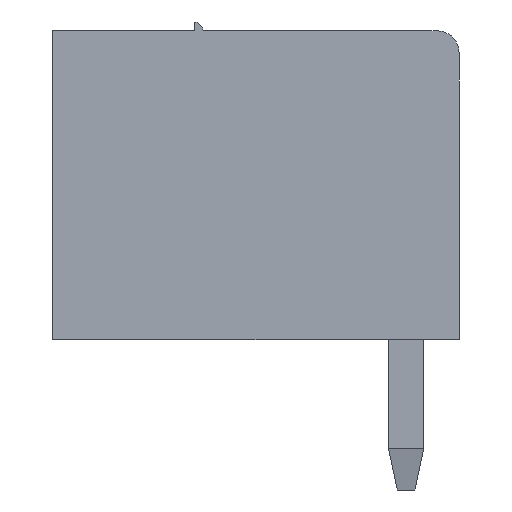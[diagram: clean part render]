
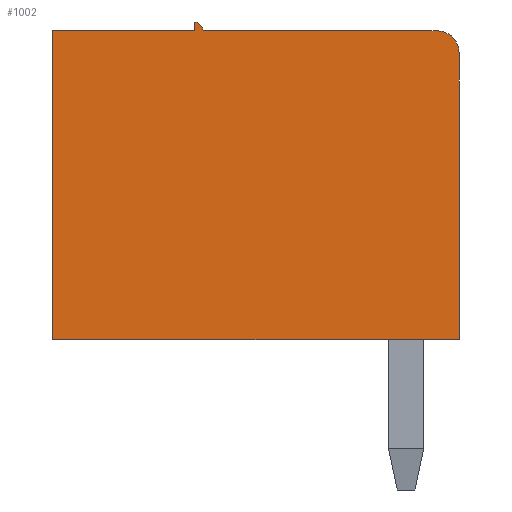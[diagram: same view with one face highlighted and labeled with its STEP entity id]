
A CAD part, left-side view. The second image highlights one B-rep face of the part: STEP entity #1002.
In plain terms, the highlighted planar face has unit normal (-1, 0, 0).
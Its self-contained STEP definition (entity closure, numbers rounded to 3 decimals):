
#6 = AXIS2_PLACEMENT_3D ( 'NONE', #13656, #5585, #3784 ) ;
#232 = DIRECTION ( 'NONE',  ( 0., 0., 1. ) ) ;
#391 = CIRCLE ( 'NONE', #20106, 0.2 ) ;
#691 = DIRECTION ( 'NONE',  ( 0., 0., -1. ) ) ;
#910 = ORIENTED_EDGE ( 'NONE', *, *, #7223, .T. ) ;
#1002 = ADVANCED_FACE ( 'NONE', ( #21319 ), #9393, .F. ) ;
#1718 = VERTEX_POINT ( 'NONE', #4263 ) ;
#2559 = CARTESIAN_POINT ( 'NONE',  ( 0., 0., 0. ) ) ;
#2883 = DIRECTION ( 'NONE',  ( 0., -1., 0. ) ) ;
#3547 = LINE ( 'NONE', #13542, #13100 ) ;
#3784 = DIRECTION ( 'NONE',  ( 0., 0., -1. ) ) ;
#4057 = EDGE_CURVE ( 'NONE', #14369, #22826, #18242, .T. ) ;
#4263 = CARTESIAN_POINT ( 'NONE',  ( 0., 5.8, 7. ) ) ;
#4456 = CARTESIAN_POINT ( 'NONE',  ( 0., 0., 7. ) ) ;
#4731 = EDGE_CURVE ( 'NONE', #23959, #9770, #3547, .T. ) ;
#5585 = DIRECTION ( 'NONE',  ( 1., 0., 0. ) ) ;
#5838 = CARTESIAN_POINT ( 'NONE',  ( 0., 6., 7. ) ) ;
#5857 = VECTOR ( 'NONE', #232, 1000. ) ;
#6094 = CIRCLE ( 'NONE', #17889, 0.5 ) ;
#6492 = ORIENTED_EDGE ( 'NONE', *, *, #20851, .F. ) ;
#6562 = VECTOR ( 'NONE', #2883, 1000. ) ;
#7223 = EDGE_CURVE ( 'NONE', #23959, #14369, #13995, .T. ) ;
#7647 = VERTEX_POINT ( 'NONE', #16790 ) ;
#8335 = LINE ( 'NONE', #16417, #10753 ) ;
#9393 = PLANE ( 'NONE',  #6 ) ;
#9486 = ORIENTED_EDGE ( 'NONE', *, *, #21240, .F. ) ;
#9641 = CARTESIAN_POINT ( 'NONE',  ( 0., 6., 7. ) ) ;
#9770 = VERTEX_POINT ( 'NONE', #16327 ) ;
#10672 = CARTESIAN_POINT ( 'NONE',  ( 0., 0.5, 6.5 ) ) ;
#10753 = VECTOR ( 'NONE', #24384, 1000. ) ;
#11224 = ORIENTED_EDGE ( 'NONE', *, *, #20561, .T. ) ;
#11526 = CARTESIAN_POINT ( 'NONE',  ( 0., 0., 6.5 ) ) ;
#12045 = ORIENTED_EDGE ( 'NONE', *, *, #23293, .T. ) ;
#13100 = VECTOR ( 'NONE', #15528, 1000. ) ;
#13542 = CARTESIAN_POINT ( 'NONE',  ( 0., 9.2, 7. ) ) ;
#13656 = CARTESIAN_POINT ( 'NONE',  ( 0., 9.2, 7. ) ) ;
#13850 = CARTESIAN_POINT ( 'NONE',  ( 0., 6., 7.2 ) ) ;
#13995 = LINE ( 'NONE', #25787, #17845 ) ;
#14369 = VERTEX_POINT ( 'NONE', #2559 ) ;
#14610 = CARTESIAN_POINT ( 'NONE',  ( 0., 9.2, 7. ) ) ;
#15003 = LINE ( 'NONE', #14610, #6562 ) ;
#15528 = DIRECTION ( 'NONE',  ( 0., 0., 1. ) ) ;
#16043 = ORIENTED_EDGE ( 'NONE', *, *, #4057, .T. ) ;
#16327 = CARTESIAN_POINT ( 'NONE',  ( 0., 9.2, 7. ) ) ;
#16417 = CARTESIAN_POINT ( 'NONE',  ( 0., 9.2, 7. ) ) ;
#16790 = CARTESIAN_POINT ( 'NONE',  ( 0., 0.5, 7. ) ) ;
#17795 = ORIENTED_EDGE ( 'NONE', *, *, #22701, .T. ) ;
#17845 = VECTOR ( 'NONE', #18290, 1000. ) ;
#17889 = AXIS2_PLACEMENT_3D ( 'NONE', #10672, #24443, #691 ) ;
#17905 = EDGE_LOOP ( 'NONE', ( #16043, #11224, #9486, #17795, #12045, #6492, #21024, #910 ) ) ;
#18242 = LINE ( 'NONE', #4456, #5857 ) ;
#18290 = DIRECTION ( 'NONE',  ( 0., -1., 0. ) ) ;
#19685 = CARTESIAN_POINT ( 'NONE',  ( 0., 9.2, 0. ) ) ;
#19784 = CARTESIAN_POINT ( 'NONE',  ( 0., 6., 7. ) ) ;
#20106 = AXIS2_PLACEMENT_3D ( 'NONE', #9641, #23422, #21183 ) ;
#20561 = EDGE_CURVE ( 'NONE', #22826, #7647, #6094, .T. ) ;
#20851 = EDGE_CURVE ( 'NONE', #9770, #25367, #8335, .T. ) ;
#21004 = VERTEX_POINT ( 'NONE', #13850 ) ;
#21024 = ORIENTED_EDGE ( 'NONE', *, *, #4731, .F. ) ;
#21183 = DIRECTION ( 'NONE',  ( 0., 0., 1. ) ) ;
#21240 = EDGE_CURVE ( 'NONE', #1718, #7647, #15003, .T. ) ;
#21319 = FACE_OUTER_BOUND ( 'NONE', #17905, .T. ) ;
#21324 = VECTOR ( 'NONE', #21451, 1000. ) ;
#21451 = DIRECTION ( 'NONE',  ( 0., 0., -1. ) ) ;
#22701 = EDGE_CURVE ( 'NONE', #1718, #21004, #391, .T. ) ;
#22826 = VERTEX_POINT ( 'NONE', #11526 ) ;
#23293 = EDGE_CURVE ( 'NONE', #21004, #25367, #25558, .T. ) ;
#23422 = DIRECTION ( 'NONE',  ( -1., 0., 0. ) ) ;
#23959 = VERTEX_POINT ( 'NONE', #19685 ) ;
#24384 = DIRECTION ( 'NONE',  ( 0., -1., 0. ) ) ;
#24443 = DIRECTION ( 'NONE',  ( -1., 0., 0. ) ) ;
#25367 = VERTEX_POINT ( 'NONE', #19784 ) ;
#25558 = LINE ( 'NONE', #5838, #21324 ) ;
#25787 = CARTESIAN_POINT ( 'NONE',  ( 0., 9.2, 0. ) ) ;
